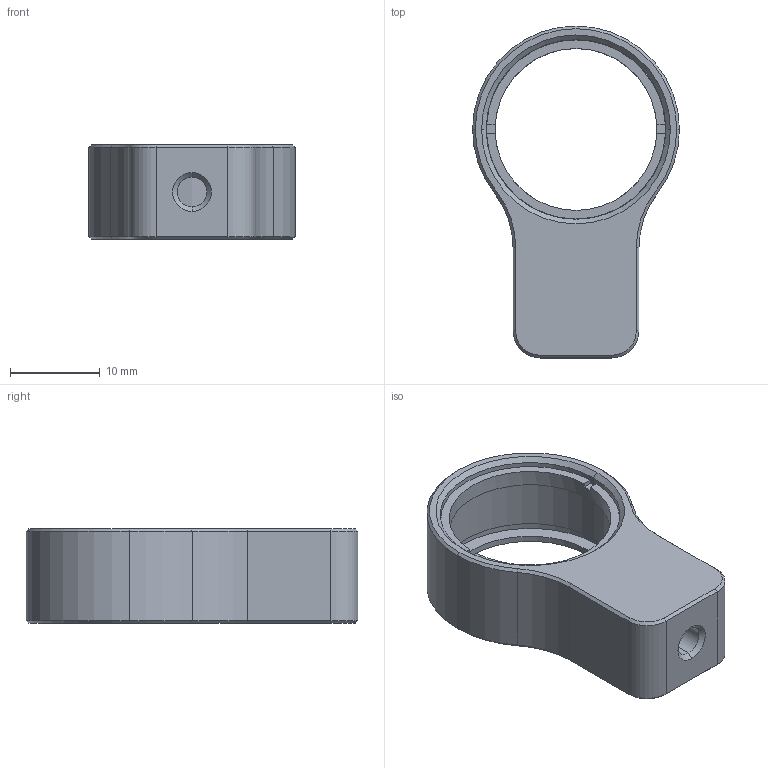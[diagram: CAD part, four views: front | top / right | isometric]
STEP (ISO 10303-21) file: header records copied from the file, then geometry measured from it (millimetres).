
FILE_DESCRIPTION (( 'STEP AP203' ), '1' );
FILE_NAME ('GCM-081220M_三维.STEP', '2020-09-27T06:19:59', ( 'Microsoft' ), ( 'Microsoft' ), 'SwSTEP 2.0', 'SolidWorks 2015', '' );
FILE_SCHEMA (( 'CONFIG_CONTROL_DESIGN' ));
Length unit declared in the file: millimetre
Products named in the file (1): GCM-081220M_三维
Bounding box: 23 x 36.9 x 10.5 mm (x, y, z)
Surface area: 2771 mm2 (no closed solid volume)
Topology: 0 solids, 2 shells, 128 faces, 343 edges, 222 vertices
Faces by surface type: plane 56, cylinder 50, cone 22
Entity records: 4077 total; most frequent: DIRECTION 729, CARTESIAN_POINT 706, ORIENTED_EDGE 642, EDGE_CURVE 343, AXIS2_PLACEMENT_3D 261, VERTEX_POINT 222, LINE 207, VECTOR 207
